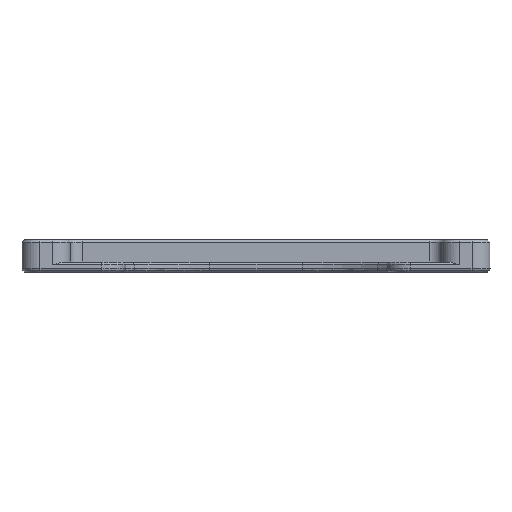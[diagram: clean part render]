
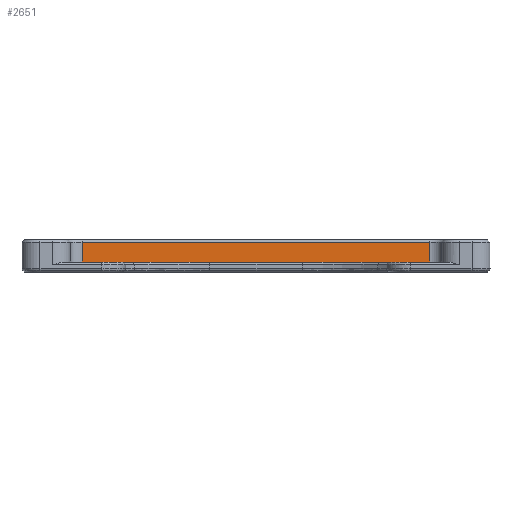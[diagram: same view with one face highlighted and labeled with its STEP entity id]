
A CAD part, front view. The second image highlights one B-rep face of the part: STEP entity #2651.
In plain terms, the highlighted planar face has unit normal (0, -1, 0).
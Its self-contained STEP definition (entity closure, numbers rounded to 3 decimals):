
#158=PLANE('',#2924);
#304=FACE_OUTER_BOUND('',#491,.T.);
#491=EDGE_LOOP('',(#2186,#2187,#2188,#2189));
#592=LINE('',#5842,#800);
#696=LINE('',#14259,#904);
#716=LINE('',#21753,#924);
#717=LINE('',#21755,#925);
#800=VECTOR('',#3089,10.);
#904=VECTOR('',#3453,10.);
#924=VECTOR('',#3509,10.);
#925=VECTOR('',#3512,10.);
#1169=VERTEX_POINT('',#5839);
#1170=VERTEX_POINT('',#5841);
#1288=VERTEX_POINT('',#14254);
#1289=VERTEX_POINT('',#14258);
#1396=EDGE_CURVE('',#1169,#1170,#592,.T.);
#1582=EDGE_CURVE('',#1288,#1289,#696,.T.);
#1609=EDGE_CURVE('',#1289,#1169,#716,.T.);
#1610=EDGE_CURVE('',#1288,#1170,#717,.T.);
#2186=ORIENTED_EDGE('',*,*,#1582,.F.);
#2187=ORIENTED_EDGE('',*,*,#1610,.T.);
#2188=ORIENTED_EDGE('',*,*,#1396,.F.);
#2189=ORIENTED_EDGE('',*,*,#1609,.F.);
#2651=ADVANCED_FACE('',(#304),#158,.T.);
#2924=AXIS2_PLACEMENT_3D('',#21754,#3510,#3511);
#3089=DIRECTION('',(-1.,0.,0.));
#3453=DIRECTION('',(1.,0.,0.));
#3509=DIRECTION('',(0.,0.,-1.));
#3510=DIRECTION('center_axis',(0.,-1.,
0.));
#3511=DIRECTION('ref_axis',(-1.,0.,0.));
#3512=DIRECTION('',(0.,0.,-1.));
#5839=CARTESIAN_POINT('',(100.111,-131.322,-257.612));
#5841=CARTESIAN_POINT('',(42.111,-131.322,-257.612));
#5842=CARTESIAN_POINT('',(85.611,-131.322,-257.612));
#14254=CARTESIAN_POINT('',(42.111,-131.322,-254.312));
#14258=CARTESIAN_POINT('',(100.111,-131.322,-254.312));
#14259=CARTESIAN_POINT('',(217.512,-131.322,-254.312));
#21753=CARTESIAN_POINT('',(100.111,-131.322,-253.912));
#21754=CARTESIAN_POINT('Origin',(100.111,-131.322,-253.912));
#21755=CARTESIAN_POINT('',(42.111,-131.322,-253.912));
